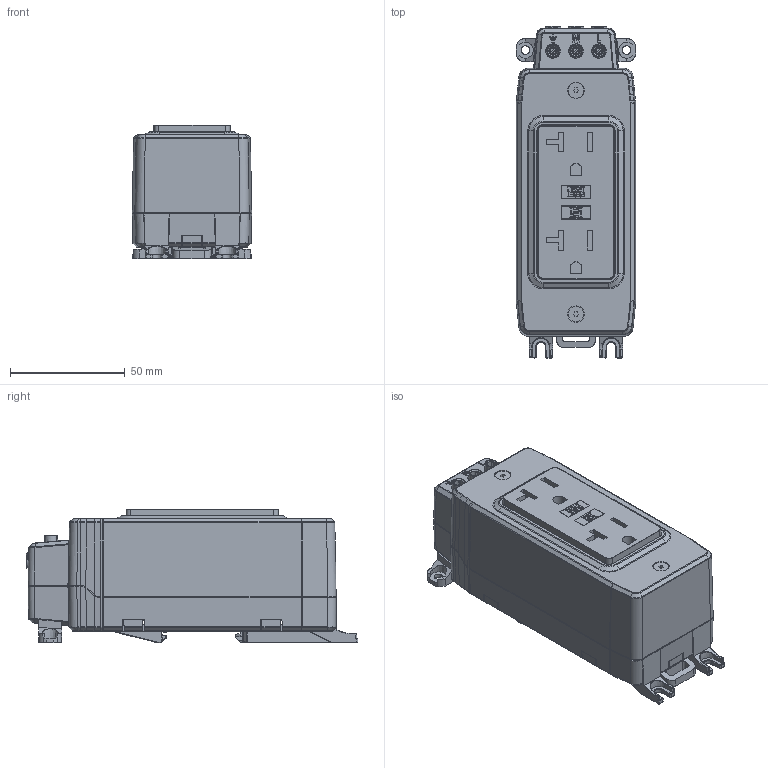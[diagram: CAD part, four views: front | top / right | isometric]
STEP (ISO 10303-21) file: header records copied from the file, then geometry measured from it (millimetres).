
FILE_DESCRIPTION (( 'STEP AP214' ), '1' );
FILE_NAME ('FA-GFCI.STEP', '2016-09-26T14:51:01', ( '' ), ( '' ), 'SwSTEP 2.0', 'SolidWorks 2016', '' );
FILE_SCHEMA (( 'AUTOMOTIVE_DESIGN' ));
Length unit declared in the file: millimetre
Products named in the file (1): FA-GFCI
Bounding box: 52 x 144.46 x 58.15 mm (x, y, z)
Volume: 204011.6 mm3; surface area: 101010.5 mm2
Topology: 16 solids, 16 shells, 3102 faces, 8064 edges, 5020 vertices
Faces by surface type: plane 1533, cylinder 868, bspline 583, cone 70, torus 40, sphere 8
Entity records: 157075 total; most frequent: CARTESIAN_POINT 52058, ORIENTED_EDGE 16044, DIRECTION 12626, EDGE_CURVE 8022, LINE 5068, VECTOR 5068, VERTEX_POINT 5020, AXIS2_PLACEMENT_3D 3779
